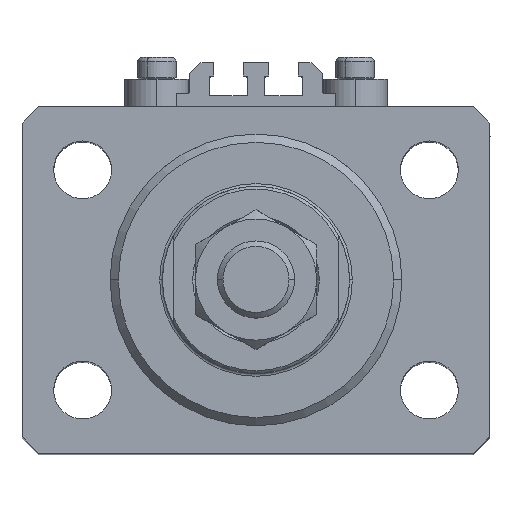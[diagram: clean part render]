
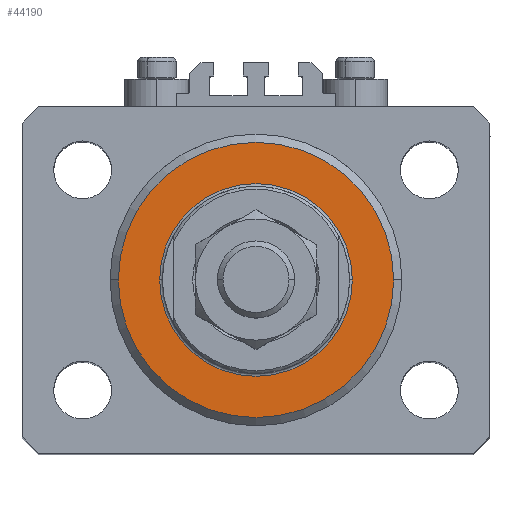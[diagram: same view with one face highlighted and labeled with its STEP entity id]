
A CAD part, top view. The second image highlights one B-rep face of the part: STEP entity #44190.
In plain terms, the highlighted face is planar.
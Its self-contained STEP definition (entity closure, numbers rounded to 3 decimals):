
#831 = CIRCLE ( 'NONE', #28483, 25. ) ;
#1606 = CARTESIAN_POINT ( 'NONE',  ( 0., 0., 0. ) ) ;
#1799 = CARTESIAN_POINT ( 'NONE',  ( -17.5, 0., 0. ) ) ;
#5131 = VERTEX_POINT ( 'NONE', #27153 ) ;
#6331 = EDGE_CURVE ( 'NONE', #6706, #5131, #37155, .T. ) ;
#6493 = EDGE_CURVE ( 'NONE', #5131, #6706, #831, .T. ) ;
#6706 = VERTEX_POINT ( 'NONE', #48082 ) ;
#8304 = VERTEX_POINT ( 'NONE', #24425 ) ;
#8720 = EDGE_CURVE ( 'NONE', #10139, #8304, #39637, .T. ) ;
#8784 = DIRECTION ( 'NONE',  ( 0., 0., 1. ) ) ;
#9748 = DIRECTION ( 'NONE',  ( 1., 0., 0. ) ) ;
#10139 = VERTEX_POINT ( 'NONE', #1799 ) ;
#10317 = DIRECTION ( 'NONE',  ( 0., 0., 1. ) ) ;
#10993 = AXIS2_PLACEMENT_3D ( 'NONE', #24681, #10317, #17991 ) ;
#14285 = FACE_BOUND ( 'NONE', #24119, .T. ) ;
#14485 = DIRECTION ( 'NONE',  ( 1., 0., 0. ) ) ;
#14511 = DIRECTION ( 'NONE',  ( 0., 0., -1. ) ) ;
#14750 = DIRECTION ( 'NONE',  ( 1., 0., 0. ) ) ;
#17991 = DIRECTION ( 'NONE',  ( 1., 0., 0. ) ) ;
#20785 = ORIENTED_EDGE ( 'NONE', *, *, #8720, .T. ) ;
#21164 = CARTESIAN_POINT ( 'NONE',  ( 0., 0., 0. ) ) ;
#21218 = EDGE_LOOP ( 'NONE', ( #29947, #43749 ) ) ;
#22126 = AXIS2_PLACEMENT_3D ( 'NONE', #21164, #43675, #14485 ) ;
#23394 = DIRECTION ( 'NONE',  ( 1., 0., 0. ) ) ;
#24119 = EDGE_LOOP ( 'NONE', ( #30028, #20785 ) ) ;
#24425 = CARTESIAN_POINT ( 'NONE',  ( 17.5, 0., 0. ) ) ;
#24681 = CARTESIAN_POINT ( 'NONE',  ( 0., 0., 0. ) ) ;
#25411 = AXIS2_PLACEMENT_3D ( 'NONE', #1606, #8784, #23394 ) ;
#27153 = CARTESIAN_POINT ( 'NONE',  ( 25., 0., 0. ) ) ;
#28483 = AXIS2_PLACEMENT_3D ( 'NONE', #32017, #43398, #9748 ) ;
#29947 = ORIENTED_EDGE ( 'NONE', *, *, #6493, .T. ) ;
#30028 = ORIENTED_EDGE ( 'NONE', *, *, #34428, .T. ) ;
#32017 = CARTESIAN_POINT ( 'NONE',  ( 0., 0., 0. ) ) ;
#33930 = CIRCLE ( 'NONE', #22126, 17.5 ) ;
#34428 = EDGE_CURVE ( 'NONE', #8304, #10139, #33930, .T. ) ;
#37002 = CARTESIAN_POINT ( 'NONE',  ( 0., 0., 0. ) ) ;
#37155 = CIRCLE ( 'NONE', #38747, 25. ) ;
#38747 = AXIS2_PLACEMENT_3D ( 'NONE', #37002, #14511, #14750 ) ;
#39637 = CIRCLE ( 'NONE', #25411, 17.5 ) ;
#40250 = FACE_OUTER_BOUND ( 'NONE', #21218, .T. ) ;
#40744 = PLANE ( 'NONE',  #10993 ) ;
#43398 = DIRECTION ( 'NONE',  ( 0., 0., -1. ) ) ;
#43675 = DIRECTION ( 'NONE',  ( 0., 0., 1. ) ) ;
#43749 = ORIENTED_EDGE ( 'NONE', *, *, #6331, .T. ) ;
#44190 = ADVANCED_FACE ( 'NONE', ( #14285, #40250 ), #40744, .F. ) ;
#48082 = CARTESIAN_POINT ( 'NONE',  ( -25., 0., 0. ) ) ;
